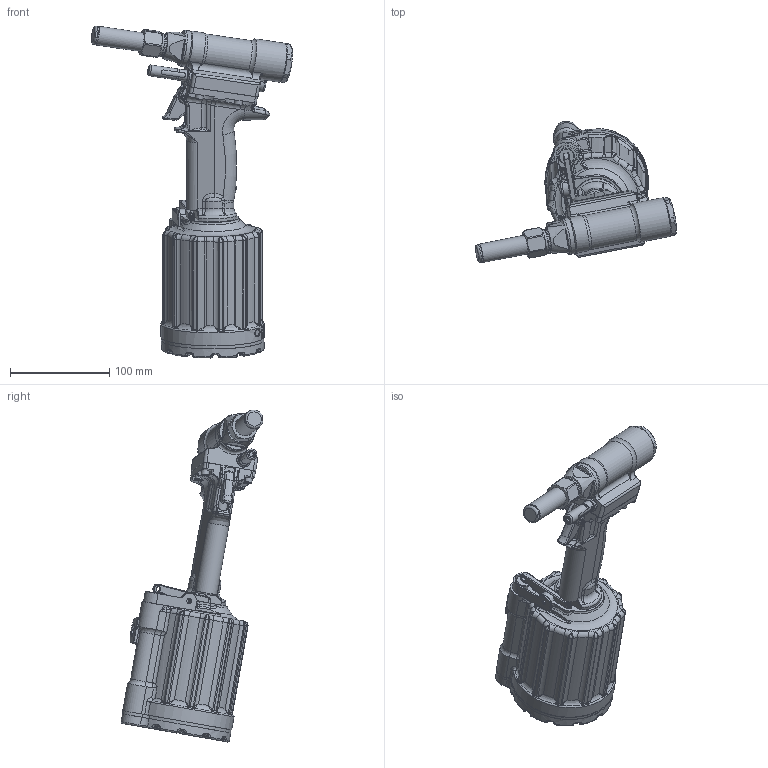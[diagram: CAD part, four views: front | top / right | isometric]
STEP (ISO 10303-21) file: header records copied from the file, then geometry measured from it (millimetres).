
FILE_DESCRIPTION(/* description */ (''),/* implementation_level */ '2;1');
FILE_NAME(/* name */ '244BT_99-7932_CLR.stp',/* time_stamp */ '2016-09-13T11:59:39-04:00',/* author */ (''),/* organization */ (''),/* preprocessor_version */ 'ST-DEVELOPER v15',/* originating_system */ 'SIEMENS PLM Software NX 9.0',/* authorisation */ '');
FILE_SCHEMA (('CONFIG_CONTROL_DESIGN'));
Length unit declared in the file: inch
Products named in the file (2): 99-7932_CLR_stp; 244BT_CLR_stp
Assembly tree (1 placements, depth 2):
  244BT_CLR_stp
    99-7932_CLR_stp
Bounding box: 202.54 x 142.95 x 334.39 mm (x, y, z)
Volume: 774607 mm3; surface area: 225620.6 mm2
Topology: 2 solids, 18 shells, 1928 faces, 4759 edges, 2811 vertices
Faces by surface type: cylinder 597, plane 478, bspline 357, torus 322, cone 96, sphere 73, revolution 3, extrusion 2
Full cylindrical faces by diameter (mm): 1.194 x1, 1.27 x3, 1.981 x1, 2.365 x2, 3.759 x1, 3.823 x2, 3.967 x1, 4.521 x1, 4.731 x1, 4.775 x1, 4.788 x1, 4.826 x5, 5.055 x1, 5.118 x1, 5.131 x1, 5.207 x2, 5.22 x3, 5.367 x1, 5.55 x2, 6.515 x1, 7.137 x1, 7.925 x4, 9.08 x1, 9.169 x3, 9.524 x3, 9.538 x1, 9.55 x1, 9.614 x2, 9.779 x1, 9.906 x1
Entity records: 64332 total; most frequent: CARTESIAN_POINT 23257, ORIENTED_EDGE 8520, DIRECTION 8242, EDGE_CURVE 4260, AXIS2_PLACEMENT_3D 3469, VERTEX_POINT 2693, EDGE_LOOP 2288, ADVANCED_FACE 1928
